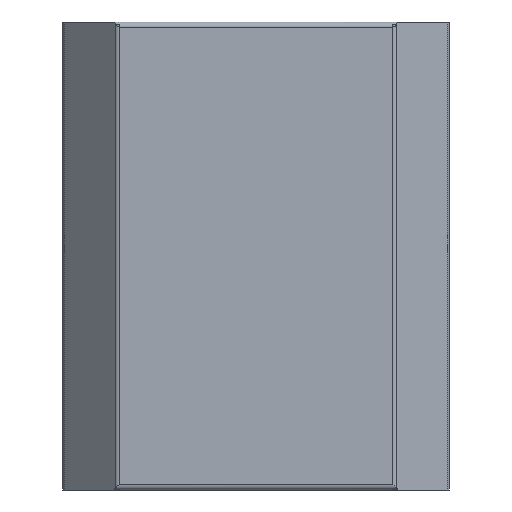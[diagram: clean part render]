
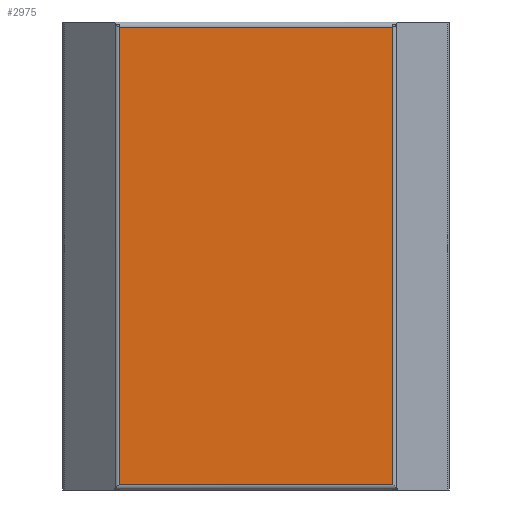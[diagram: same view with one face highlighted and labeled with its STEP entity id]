
A CAD part, front view. The second image highlights one B-rep face of the part: STEP entity #2975.
In plain terms, the highlighted planar face has unit normal (0, -1, 0).
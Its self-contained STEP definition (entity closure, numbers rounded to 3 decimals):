
#510=FACE_OUTER_BOUND('',#675,.T.);
#675=EDGE_LOOP('',(#2741,#2742,#2743,#2744));
#725=LINE('',#4190,#988);
#755=LINE('',#4348,#1018);
#782=LINE('',#4540,#1045);
#937=LINE('',#5120,#1200);
#988=VECTOR('',#3364,10.);
#1018=VECTOR('',#3444,10.);
#1045=VECTOR('',#3507,10.);
#1200=VECTOR('',#4024,10.);
#1270=VERTEX_POINT('',#4187);
#1271=VERTEX_POINT('',#4189);
#1300=VERTEX_POINT('',#4323);
#1301=VERTEX_POINT('',#4325);
#1560=EDGE_CURVE('',#1270,#1271,#725,.T.);
#1606=EDGE_CURVE('',#1300,#1301,#755,.T.);
#1649=EDGE_CURVE('',#1301,#1271,#782,.T.);
#1909=EDGE_CURVE('',#1270,#1300,#937,.T.);
#2741=ORIENTED_EDGE('',*,*,#1649,.T.);
#2742=ORIENTED_EDGE('',*,*,#1560,.F.);
#2743=ORIENTED_EDGE('',*,*,#1909,.T.);
#2744=ORIENTED_EDGE('',*,*,#1606,.T.);
#2828=PLANE('',#3254);
#2975=ADVANCED_FACE('',(#510),#2828,.T.);
#3254=AXIS2_PLACEMENT_3D('',#5124,#4030,#4031);
#3364=DIRECTION('',(0.,0.,1.));
#3444=DIRECTION('',(0.,0.,1.));
#3507=DIRECTION('',(-1.,0.,0.));
#4024=DIRECTION('',(1.,0.,0.));
#4030=DIRECTION('center_axis',(0.,-1.,0.));
#4031=DIRECTION('ref_axis',(0.,0.,-1.));
#4187=CARTESIAN_POINT('',(-52.086,-21.,-87.));
#4189=CARTESIAN_POINT('',(-52.086,-21.,87.));
#4190=CARTESIAN_POINT('',(-52.086,-21.,-87.));
#4323=CARTESIAN_POINT('',(52.086,-21.,-87.));
#4325=CARTESIAN_POINT('',(52.086,-21.,87.));
#4348=CARTESIAN_POINT('',(52.086,-21.,-87.));
#4540=CARTESIAN_POINT('',(-52.086,-21.,87.));
#5120=CARTESIAN_POINT('',(-52.086,-21.,-87.));
#5124=CARTESIAN_POINT('Origin',(52.086,-21.,-87.));
